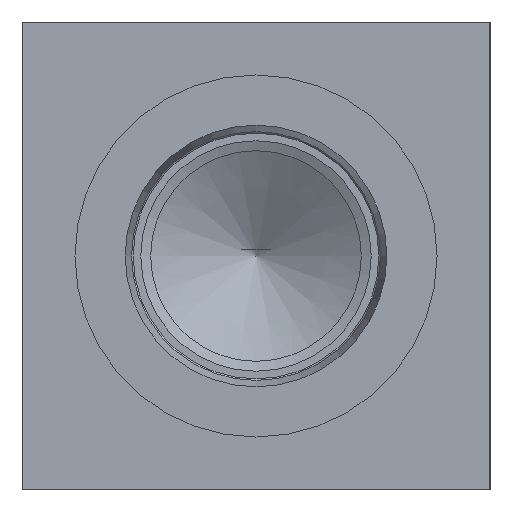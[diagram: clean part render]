
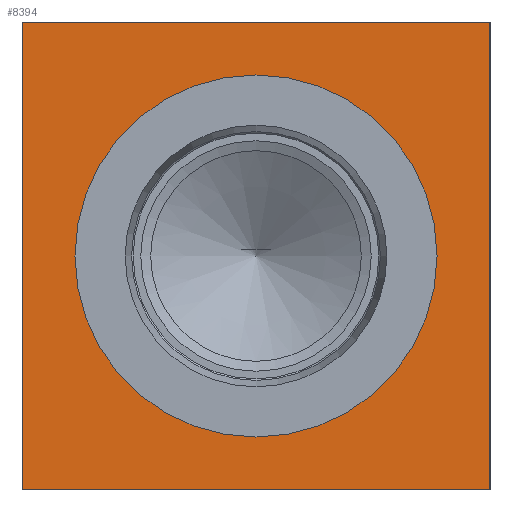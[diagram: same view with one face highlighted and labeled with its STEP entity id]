
A CAD part, left-side view. The second image highlights one B-rep face of the part: STEP entity #8394.
In plain terms, the highlighted planar face has unit normal (-1, 0, 0).
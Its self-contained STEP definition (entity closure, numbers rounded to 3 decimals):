
#328=CIRCLE('',#8947,24.562);
#329=CIRCLE('',#8948,24.562);
#397=FACE_BOUND('',#1639,.T.);
#1145=FACE_OUTER_BOUND('',#1638,.T.);
#1638=EDGE_LOOP('',(#7400,#7401,#7402,#7403));
#1639=EDGE_LOOP('',(#7404,#7405));
#1909=LINE('',#12953,#2651);
#2389=LINE('',#14536,#3131);
#2390=LINE('',#14537,#3132);
#2391=LINE('',#14538,#3133);
#2651=VECTOR('',#9349,10.);
#3131=VECTOR('',#10799,10.);
#3132=VECTOR('',#10800,10.);
#3133=VECTOR('',#10801,10.);
#3433=VERTEX_POINT('',#12946);
#3436=VERTEX_POINT('',#12951);
#3915=VERTEX_POINT('',#14505);
#3916=VERTEX_POINT('',#14506);
#3925=VERTEX_POINT('',#14534);
#3926=VERTEX_POINT('',#14535);
#4373=EDGE_CURVE('',#3436,#3433,#1909,.T.);
#5077=EDGE_CURVE('',#3915,#3916,#328,.T.);
#5078=EDGE_CURVE('',#3916,#3915,#329,.T.);
#5091=EDGE_CURVE('',#3925,#3926,#2389,.T.);
#5092=EDGE_CURVE('',#3926,#3433,#2390,.T.);
#5093=EDGE_CURVE('',#3925,#3436,#2391,.T.);
#7400=ORIENTED_EDGE('',*,*,#5091,.T.);
#7401=ORIENTED_EDGE('',*,*,#5092,.T.);
#7402=ORIENTED_EDGE('',*,*,#4373,.F.);
#7403=ORIENTED_EDGE('',*,*,#5093,.F.);
#7404=ORIENTED_EDGE('',*,*,#5077,.T.);
#7405=ORIENTED_EDGE('',*,*,#5078,.T.);
#7662=PLANE('',#8961);
#8394=ADVANCED_FACE('',(#1145,#397),#7662,.T.);
#8947=AXIS2_PLACEMENT_3D('',#14507,#10765,#10766);
#8948=AXIS2_PLACEMENT_3D('',#14508,#10767,#10768);
#8961=AXIS2_PLACEMENT_3D('',#14533,#10797,#10798);
#9349=DIRECTION('',(0.,-1.,0.));
#10765=DIRECTION('center_axis',(1.,0.,0.));
#10766=DIRECTION('ref_axis',(0.,0.,1.));
#10767=DIRECTION('center_axis',(1.,0.,0.));
#10768=DIRECTION('ref_axis',(0.,0.,1.));
#10797=DIRECTION('center_axis',(-1.,0.,0.));
#10798=DIRECTION('ref_axis',(0.,-1.,0.));
#10799=DIRECTION('',(0.,-1.,0.));
#10800=DIRECTION('',(0.,0.,1.));
#10801=DIRECTION('',(0.,0.,1.));
#12946=CARTESIAN_POINT('',(0.,0.,63.5));
#12951=CARTESIAN_POINT('',(0.,63.5,63.5));
#12953=CARTESIAN_POINT('',(0.,63.5,63.5));
#14505=CARTESIAN_POINT('',(0.,31.75,56.312));
#14506=CARTESIAN_POINT('',(0.,31.75,7.188));
#14507=CARTESIAN_POINT('Origin',(0.,31.75,31.75));
#14508=CARTESIAN_POINT('Origin',(0.,31.75,31.75));
#14533=CARTESIAN_POINT('Origin',(0.,63.5,0.));
#14534=CARTESIAN_POINT('',(0.,63.5,0.));
#14535=CARTESIAN_POINT('',(0.,0.,0.));
#14536=CARTESIAN_POINT('',(0.,63.5,0.));
#14537=CARTESIAN_POINT('',(0.,0.,0.));
#14538=CARTESIAN_POINT('',(0.,63.5,0.));
